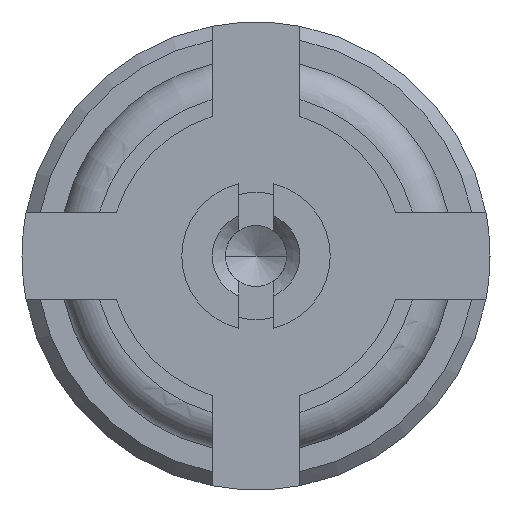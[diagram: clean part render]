
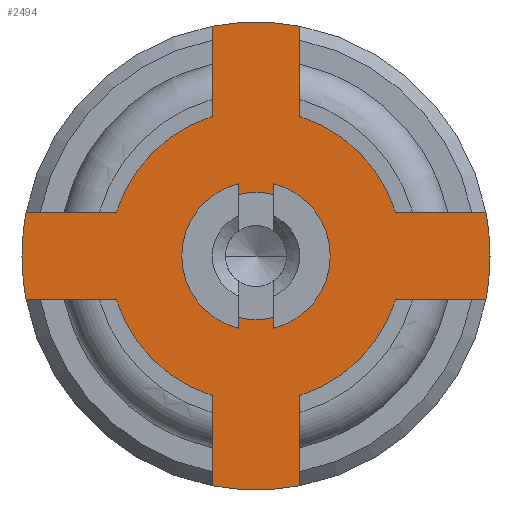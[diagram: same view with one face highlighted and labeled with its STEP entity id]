
A CAD part, left-side view. The second image highlights one B-rep face of the part: STEP entity #2494.
In plain terms, the highlighted planar face has unit normal (-1, 0, 0).
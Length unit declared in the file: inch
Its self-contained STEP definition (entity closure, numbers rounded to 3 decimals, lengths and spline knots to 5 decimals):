
#9=CARTESIAN_POINT('',(-0.18661,0.,0.));
#10=DIRECTION('',(1.,0.,0.));
#11=DIRECTION('',(0.,0.954,0.3));
#12=AXIS2_PLACEMENT_3D('',#9,#10,#11);
#22=DIRECTION('',(0.,0.,1.));
#23=VECTOR('',#22,0.02067);
#24=CARTESIAN_POINT('',(-0.18661,-0.01004,
-0.05259));
#25=LINE('',#24,#23);
#26=DIRECTION('',(0.,0.,-1.));
#27=VECTOR('',#26,0.02067);
#28=CARTESIAN_POINT('',(-0.18661,0.01004,
-0.03192));
#29=LINE('',#28,#27);
#30=DIRECTION('',(0.,-1.,0.));
#31=VECTOR('',#30,0.02067);
#32=CARTESIAN_POINT('',(-0.18661,0.05259,
-0.01004));
#33=LINE('',#32,#31);
#34=DIRECTION('',(0.,1.,0.));
#35=VECTOR('',#34,0.02067);
#36=CARTESIAN_POINT('',(-0.18661,0.03192,
0.01004));
#37=LINE('',#36,#35);
#38=DIRECTION('',(0.,0.,-1.));
#39=VECTOR('',#38,0.02067);
#40=CARTESIAN_POINT('',(-0.18661,0.01004,
0.05259));
#41=LINE('',#40,#39);
#42=DIRECTION('',(0.,0.,1.));
#43=VECTOR('',#42,0.02067);
#44=CARTESIAN_POINT('',(-0.18661,-0.01004,
0.03192));
#45=LINE('',#44,#43);
#46=DIRECTION('',(0.,1.,0.));
#47=VECTOR('',#46,0.02067);
#48=CARTESIAN_POINT('',(-0.18661,-0.05259,
0.01004));
#49=LINE('',#48,#47);
#50=DIRECTION('',(0.,-1.,0.));
#51=VECTOR('',#50,0.02067);
#52=CARTESIAN_POINT('',(-0.18661,-0.03192,
-0.01004));
#53=LINE('',#52,#51);
#54=CARTESIAN_POINT('',(-0.18661,0.,0.));
#55=DIRECTION('',(1.,0.,0.));
#56=DIRECTION('',(0.,1.,0.));
#57=AXIS2_PLACEMENT_3D('',#54,#55,#56);
#59=CARTESIAN_POINT('',(-0.18661,0.,0.));
#60=DIRECTION('',(1.,0.,0.));
#61=DIRECTION('',(0.,-1.,0.));
#62=AXIS2_PLACEMENT_3D('',#59,#60,#61);
#64=CARTESIAN_POINT('',(-0.18661,0.,0.));
#65=DIRECTION('',(1.,0.,0.));
#66=DIRECTION('',(0.,-0.954,-0.3));
#67=AXIS2_PLACEMENT_3D('',#64,#65,#66);
#86=CARTESIAN_POINT('',(-0.18661,0.,0.));
#87=DIRECTION('',(1.,0.,0.));
#88=DIRECTION('',(0.,0.982,-0.188));
#89=AXIS2_PLACEMENT_3D('',#86,#87,#88);
#104=CARTESIAN_POINT('',(-0.18661,0.,0.));
#105=DIRECTION('',(1.,0.,0.));
#106=DIRECTION('',(0.,-0.188,-0.982));
#107=AXIS2_PLACEMENT_3D('',#104,#105,#106);
#122=CARTESIAN_POINT('',(-0.18661,0.,0.));
#123=DIRECTION('',(1.,0.,0.));
#124=DIRECTION('',(0.,-1.,0.));
#125=AXIS2_PLACEMENT_3D('',#122,#123,#124);
#399=CARTESIAN_POINT('',(-0.18661,0.,0.));
#400=DIRECTION('',(1.,0.,0.));
#401=DIRECTION('',(0.,-0.982,0.188));
#402=AXIS2_PLACEMENT_3D('',#399,#400,#401);
#417=CARTESIAN_POINT('',(-0.18661,0.,0.));
#418=DIRECTION('',(1.,0.,0.));
#419=DIRECTION('',(0.,0.188,0.982));
#420=AXIS2_PLACEMENT_3D('',#417,#418,#419);
#435=CARTESIAN_POINT('',(-0.18661,0.,0.));
#436=DIRECTION('',(1.,0.,0.));
#437=DIRECTION('',(0.,1.,0.));
#438=AXIS2_PLACEMENT_3D('',#435,#436,#437);
#738=CARTESIAN_POINT('',(-0.18661,0.,0.));
#739=DIRECTION('',(1.,0.,0.));
#740=DIRECTION('',(0.,-0.3,0.954));
#741=AXIS2_PLACEMENT_3D('',#738,#739,#740);
#1398=CARTESIAN_POINT('',(-0.18661,0.,0.));
#1399=DIRECTION('',(1.,0.,0.));
#1400=DIRECTION('',(0.,0.3,-0.954));
#1401=AXIS2_PLACEMENT_3D('',#1398,#1399,#1400);
#1925=CARTESIAN_POINT('',(-0.18661,0.05354,0.));
#1926=CARTESIAN_POINT('',(-0.18661,0.05259,
0.01004));
#1927=VERTEX_POINT('',#1925);
#1928=VERTEX_POINT('',#1926);
#1939=CARTESIAN_POINT('',(-0.18661,0.05259,
-0.01004));
#1940=VERTEX_POINT('',#1939);
#2011=CARTESIAN_POINT('',(-0.18661,-0.01004,
-0.05259));
#2012=CARTESIAN_POINT('',(-0.18661,0.01004,
-0.05259));
#2013=VERTEX_POINT('',#2011);
#2014=VERTEX_POINT('',#2012);
#2041=CARTESIAN_POINT('',(-0.18661,-0.05259,
0.01004));
#2042=CARTESIAN_POINT('',(-0.18661,-0.05354,0.));
#2043=VERTEX_POINT('',#2041);
#2044=VERTEX_POINT('',#2042);
#2055=CARTESIAN_POINT('',(-0.18661,-0.05259,
-0.01004));
#2056=VERTEX_POINT('',#2055);
#2081=CARTESIAN_POINT('',(-0.18661,0.01004,
0.05259));
#2082=CARTESIAN_POINT('',(-0.18661,-0.01004,
0.05259));
#2083=VERTEX_POINT('',#2081);
#2084=VERTEX_POINT('',#2082);
#2235=CARTESIAN_POINT('',(-0.18661,0.03192,
0.01004));
#2236=CARTESIAN_POINT('',(-0.18661,0.01004,
0.03192));
#2237=VERTEX_POINT('',#2235);
#2238=VERTEX_POINT('',#2236);
#2239=CARTESIAN_POINT('',(-0.18661,-0.01004,
0.03192));
#2240=CARTESIAN_POINT('',(-0.18661,-0.03192,
0.01004));
#2241=VERTEX_POINT('',#2239);
#2242=VERTEX_POINT('',#2240);
#2251=CARTESIAN_POINT('',(-0.18661,-0.03192,
-0.01004));
#2252=CARTESIAN_POINT('',(-0.18661,-0.01004,
-0.03192));
#2253=VERTEX_POINT('',#2251);
#2254=VERTEX_POINT('',#2252);
#2255=CARTESIAN_POINT('',(-0.18661,0.01004,
-0.03192));
#2256=CARTESIAN_POINT('',(-0.18661,0.03192,
-0.01004));
#2257=VERTEX_POINT('',#2255);
#2258=VERTEX_POINT('',#2256);
#2379=CARTESIAN_POINT('',(-0.18661,0.01457,0.));
#2380=CARTESIAN_POINT('',(-0.18661,-0.01457,0.));
#2381=VERTEX_POINT('',#2379);
#2382=VERTEX_POINT('',#2380);
#2447=CARTESIAN_POINT('',(-0.18661,0.,0.));
#2448=DIRECTION('',(-1.,0.,0.));
#2449=DIRECTION('',(0.,0.,1.));
#2450=AXIS2_PLACEMENT_3D('',#2447,#2448,#2449);
#2451=PLANE('',#2450);
#2453=ORIENTED_EDGE('',*,*,#2452,.T.);
#2455=ORIENTED_EDGE('',*,*,#2454,.F.);
#2457=ORIENTED_EDGE('',*,*,#2456,.T.);
#2459=ORIENTED_EDGE('',*,*,#2458,.F.);
#2461=ORIENTED_EDGE('',*,*,#2460,.T.);
#2463=ORIENTED_EDGE('',*,*,#2462,.F.);
#2465=ORIENTED_EDGE('',*,*,#2464,.T.);
#2467=ORIENTED_EDGE('',*,*,#2466,.T.);
#2469=ORIENTED_EDGE('',*,*,#2468,.F.);
#2470=ORIENTED_EDGE('',*,*,#2437,.T.);
#2471=ORIENTED_EDGE('',*,*,#2427,.F.);
#2473=ORIENTED_EDGE('',*,*,#2472,.T.);
#2475=ORIENTED_EDGE('',*,*,#2474,.F.);
#2477=ORIENTED_EDGE('',*,*,#2476,.T.);
#2479=ORIENTED_EDGE('',*,*,#2478,.F.);
#2481=ORIENTED_EDGE('',*,*,#2480,.T.);
#2483=ORIENTED_EDGE('',*,*,#2482,.T.);
#2485=ORIENTED_EDGE('',*,*,#2484,.F.);
#2486=EDGE_LOOP('',(#2453,#2455,#2457,#2459,#2461,#2463,#2465,#2467,#2469,#2470,
#2471,#2473,#2475,#2477,#2479,#2481,#2483,#2485));
#2487=FACE_OUTER_BOUND('',#2486,.F.);
#2489=ORIENTED_EDGE('',*,*,#2488,.F.);
#2491=ORIENTED_EDGE('',*,*,#2490,.F.);
#2492=EDGE_LOOP('',(#2489,#2491));
#2493=FACE_BOUND('',#2492,.F.);
#2494=ADVANCED_FACE('',(#2487,#2493),#2451,.T.);
#13=CIRCLE('',#12,0.03346);
#58=CIRCLE('',#57,0.01457);
#63=CIRCLE('',#62,0.01457);
#68=CIRCLE('',#67,0.03346);
#90=CIRCLE('',#89,0.05354);
#108=CIRCLE('',#107,0.05354);
#126=CIRCLE('',#125,0.05354);
#403=CIRCLE('',#402,0.05354);
#421=CIRCLE('',#420,0.05354);
#439=CIRCLE('',#438,0.05354);
#742=CIRCLE('',#741,0.03346);
#1402=CIRCLE('',#1401,0.03346);
#2427=EDGE_CURVE('',#2083,#2238,#41,.T.);
#2437=EDGE_CURVE('',#2237,#2238,#13,.T.);
#2452=EDGE_CURVE('',#2253,#2254,#68,.T.);
#2454=EDGE_CURVE('',#2013,#2254,#25,.T.);
#2456=EDGE_CURVE('',#2013,#2014,#108,.T.);
#2458=EDGE_CURVE('',#2257,#2014,#29,.T.);
#2460=EDGE_CURVE('',#2257,#2258,#1402,.T.);
#2462=EDGE_CURVE('',#1940,#2258,#33,.T.);
#2464=EDGE_CURVE('',#1940,#1927,#90,.T.);
#2466=EDGE_CURVE('',#1927,#1928,#439,.T.);
#2468=EDGE_CURVE('',#2237,#1928,#37,.T.);
#2472=EDGE_CURVE('',#2083,#2084,#421,.T.);
#2474=EDGE_CURVE('',#2241,#2084,#45,.T.);
#2476=EDGE_CURVE('',#2241,#2242,#742,.T.);
#2478=EDGE_CURVE('',#2043,#2242,#49,.T.);
#2480=EDGE_CURVE('',#2043,#2044,#403,.T.);
#2482=EDGE_CURVE('',#2044,#2056,#126,.T.);
#2484=EDGE_CURVE('',#2253,#2056,#53,.T.);
#2488=EDGE_CURVE('',#2381,#2382,#58,.T.);
#2490=EDGE_CURVE('',#2382,#2381,#63,.T.);
